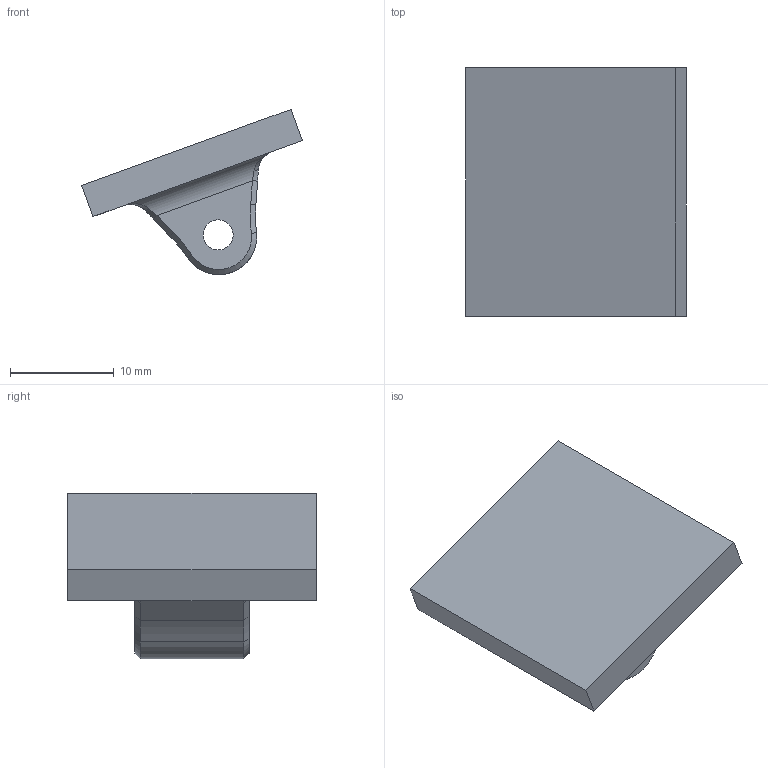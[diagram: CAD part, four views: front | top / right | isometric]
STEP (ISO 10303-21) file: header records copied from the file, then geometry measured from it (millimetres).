
FILE_DESCRIPTION (( 'STEP AP203' ), '1' );
FILE_NAME ('Action Cam Mount Base.STL.STEP', '2024-06-06T11:30:00', ( '' ), ( '' ), 'SwSTEP 2.0', 'SolidWorks 2016', '' );
FILE_SCHEMA (( 'CONFIG_CONTROL_DESIGN' ));
Length unit declared in the file: millimetre
Products named in the file (1): Action Cam Mount Base.STL
Bounding box: 21.3 x 24 x 15.95 mm (x, y, z)
Volume: 2492 mm3; surface area: 1663.5 mm2
Topology: 1 solids, 1 shells, 39 faces, 92 edges, 52 vertices
Faces by surface type: plane 14, cylinder 10, bspline 8, cone 7
Entity records: 1775 total; most frequent: CARTESIAN_POINT 890, ORIENTED_EDGE 176, DIRECTION 144, EDGE_CURVE 88, VERTEX_POINT 52, AXIS2_PLACEMENT_3D 50, LINE 44, VECTOR 44
